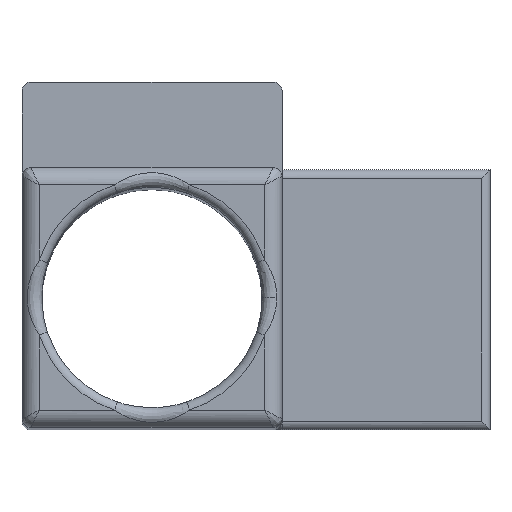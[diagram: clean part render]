
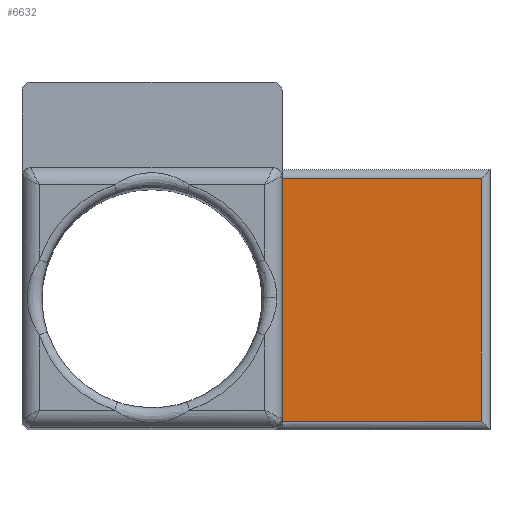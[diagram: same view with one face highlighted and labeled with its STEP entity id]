
A CAD part, top view. The second image highlights one B-rep face of the part: STEP entity #6632.
In plain terms, the highlighted planar face has unit normal (0, 0, 1).
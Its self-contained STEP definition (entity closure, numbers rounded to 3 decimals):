
#3478 = PLANE('',#3479);
#3479 = AXIS2_PLACEMENT_3D('',#3480,#3481,#3482);
#3480 = CARTESIAN_POINT('',(15.,15.,0.));
#3481 = DIRECTION('',(1.,0.,0.));
#3482 = DIRECTION('',(0.,-1.,0.));
#5207 = EDGE_CURVE('',#5208,#5210,#5212,.T.);
#5208 = VERTEX_POINT('',#5209);
#5209 = CARTESIAN_POINT('',(15.,0.5,2.));
#5210 = VERTEX_POINT('',#5211);
#5211 = CARTESIAN_POINT('',(15.,14.5,2.));
#5212 = SURFACE_CURVE('',#5213,(#5217,#5224),.PCURVE_S1.);
#5213 = LINE('',#5214,#5215);
#5214 = CARTESIAN_POINT('',(15.,0.,2.));
#5215 = VECTOR('',#5216,1.);
#5216 = DIRECTION('',(0.,1.,0.));
#5217 = PCURVE('',#3478,#5218);
#5218 = DEFINITIONAL_REPRESENTATION('',(#5219),#5223);
#5219 = LINE('',#5220,#5221);
#5220 = CARTESIAN_POINT('',(15.,-2.));
#5221 = VECTOR('',#5222,1.);
#5222 = DIRECTION('',(-1.,0.));
#5223 = ( GEOMETRIC_REPRESENTATION_CONTEXT(2) 
PARAMETRIC_REPRESENTATION_CONTEXT() REPRESENTATION_CONTEXT('2D SPACE',''
  ) );
#5224 = PCURVE('',#5225,#5230);
#5225 = PLANE('',#5226);
#5226 = AXIS2_PLACEMENT_3D('',#5227,#5228,#5229);
#5227 = CARTESIAN_POINT('',(15.,0.,2.));
#5228 = DIRECTION('',(0.,0.,1.));
#5229 = DIRECTION('',(0.,1.,0.));
#5230 = DEFINITIONAL_REPRESENTATION('',(#5231),#5235);
#5231 = LINE('',#5232,#5233);
#5232 = CARTESIAN_POINT('',(0.,0.));
#5233 = VECTOR('',#5234,1.);
#5234 = DIRECTION('',(1.,0.));
#5235 = ( GEOMETRIC_REPRESENTATION_CONTEXT(2) 
PARAMETRIC_REPRESENTATION_CONTEXT() REPRESENTATION_CONTEXT('2D SPACE',''
  ) );
#6632 = ADVANCED_FACE('',(#6633),#5225,.T.);
#6633 = FACE_BOUND('',#6634,.T.);
#6634 = EDGE_LOOP('',(#6635,#6663,#6691,#6717));
#6635 = ORIENTED_EDGE('',*,*,#6636,.T.);
#6636 = EDGE_CURVE('',#5208,#6637,#6639,.T.);
#6637 = VERTEX_POINT('',#6638);
#6638 = CARTESIAN_POINT('',(26.5,0.5,2.));
#6639 = SURFACE_CURVE('',#6640,(#6644,#6651),.PCURVE_S1.);
#6640 = LINE('',#6641,#6642);
#6641 = CARTESIAN_POINT('',(15.,0.5,2.));
#6642 = VECTOR('',#6643,1.);
#6643 = DIRECTION('',(1.,0.,0.));
#6644 = PCURVE('',#5225,#6645);
#6645 = DEFINITIONAL_REPRESENTATION('',(#6646),#6650);
#6646 = LINE('',#6647,#6648);
#6647 = CARTESIAN_POINT('',(0.5,0.));
#6648 = VECTOR('',#6649,1.);
#6649 = DIRECTION('',(0.,-1.));
#6650 = ( GEOMETRIC_REPRESENTATION_CONTEXT(2) 
PARAMETRIC_REPRESENTATION_CONTEXT() REPRESENTATION_CONTEXT('2D SPACE',''
  ) );
#6651 = PCURVE('',#6652,#6657);
#6652 = CYLINDRICAL_SURFACE('',#6653,0.5);
#6653 = AXIS2_PLACEMENT_3D('',#6654,#6655,#6656);
#6654 = CARTESIAN_POINT('',(15.,0.5,1.5));
#6655 = DIRECTION('',(1.,0.,0.));
#6656 = DIRECTION('',(0.,0.,1.));
#6657 = DEFINITIONAL_REPRESENTATION('',(#6658),#6662);
#6658 = LINE('',#6659,#6660);
#6659 = CARTESIAN_POINT('',(0.,0.));
#6660 = VECTOR('',#6661,1.);
#6661 = DIRECTION('',(0.,1.));
#6662 = ( GEOMETRIC_REPRESENTATION_CONTEXT(2) 
PARAMETRIC_REPRESENTATION_CONTEXT() REPRESENTATION_CONTEXT('2D SPACE',''
  ) );
#6663 = ORIENTED_EDGE('',*,*,#6664,.T.);
#6664 = EDGE_CURVE('',#6637,#6665,#6667,.T.);
#6665 = VERTEX_POINT('',#6666);
#6666 = CARTESIAN_POINT('',(26.5,14.5,2.));
#6667 = SURFACE_CURVE('',#6668,(#6672,#6679),.PCURVE_S1.);
#6668 = LINE('',#6669,#6670);
#6669 = CARTESIAN_POINT('',(26.5,0.,2.));
#6670 = VECTOR('',#6671,1.);
#6671 = DIRECTION('',(0.,1.,0.));
#6672 = PCURVE('',#5225,#6673);
#6673 = DEFINITIONAL_REPRESENTATION('',(#6674),#6678);
#6674 = LINE('',#6675,#6676);
#6675 = CARTESIAN_POINT('',(0.,-11.5));
#6676 = VECTOR('',#6677,1.);
#6677 = DIRECTION('',(1.,0.));
#6678 = ( GEOMETRIC_REPRESENTATION_CONTEXT(2) 
PARAMETRIC_REPRESENTATION_CONTEXT() REPRESENTATION_CONTEXT('2D SPACE',''
  ) );
#6679 = PCURVE('',#6680,#6685);
#6680 = CYLINDRICAL_SURFACE('',#6681,0.5);
#6681 = AXIS2_PLACEMENT_3D('',#6682,#6683,#6684);
#6682 = CARTESIAN_POINT('',(26.5,0.,1.5));
#6683 = DIRECTION('',(0.,1.,0.));
#6684 = DIRECTION('',(0.,0.,1.));
#6685 = DEFINITIONAL_REPRESENTATION('',(#6686),#6690);
#6686 = LINE('',#6687,#6688);
#6687 = CARTESIAN_POINT('',(0.,0.));
#6688 = VECTOR('',#6689,1.);
#6689 = DIRECTION('',(0.,1.));
#6690 = ( GEOMETRIC_REPRESENTATION_CONTEXT(2) 
PARAMETRIC_REPRESENTATION_CONTEXT() REPRESENTATION_CONTEXT('2D SPACE',''
  ) );
#6691 = ORIENTED_EDGE('',*,*,#6692,.F.);
#6692 = EDGE_CURVE('',#5210,#6665,#6693,.T.);
#6693 = SURFACE_CURVE('',#6694,(#6698,#6705),.PCURVE_S1.);
#6694 = LINE('',#6695,#6696);
#6695 = CARTESIAN_POINT('',(15.,14.5,2.));
#6696 = VECTOR('',#6697,1.);
#6697 = DIRECTION('',(1.,0.,0.));
#6698 = PCURVE('',#5225,#6699);
#6699 = DEFINITIONAL_REPRESENTATION('',(#6700),#6704);
#6700 = LINE('',#6701,#6702);
#6701 = CARTESIAN_POINT('',(14.5,0.));
#6702 = VECTOR('',#6703,1.);
#6703 = DIRECTION('',(0.,-1.));
#6704 = ( GEOMETRIC_REPRESENTATION_CONTEXT(2) 
PARAMETRIC_REPRESENTATION_CONTEXT() REPRESENTATION_CONTEXT('2D SPACE',''
  ) );
#6705 = PCURVE('',#6706,#6711);
#6706 = CYLINDRICAL_SURFACE('',#6707,0.5);
#6707 = AXIS2_PLACEMENT_3D('',#6708,#6709,#6710);
#6708 = CARTESIAN_POINT('',(15.,14.5,1.5));
#6709 = DIRECTION('',(1.,0.,0.));
#6710 = DIRECTION('',(0.,1.,0.));
#6711 = DEFINITIONAL_REPRESENTATION('',(#6712),#6716);
#6712 = LINE('',#6713,#6714);
#6713 = CARTESIAN_POINT('',(1.571,0.));
#6714 = VECTOR('',#6715,1.);
#6715 = DIRECTION('',(0.,1.));
#6716 = ( GEOMETRIC_REPRESENTATION_CONTEXT(2) 
PARAMETRIC_REPRESENTATION_CONTEXT() REPRESENTATION_CONTEXT('2D SPACE',''
  ) );
#6717 = ORIENTED_EDGE('',*,*,#5207,.F.);
